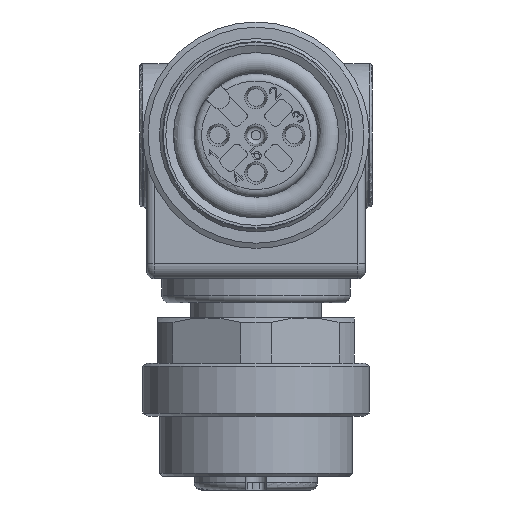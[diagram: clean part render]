
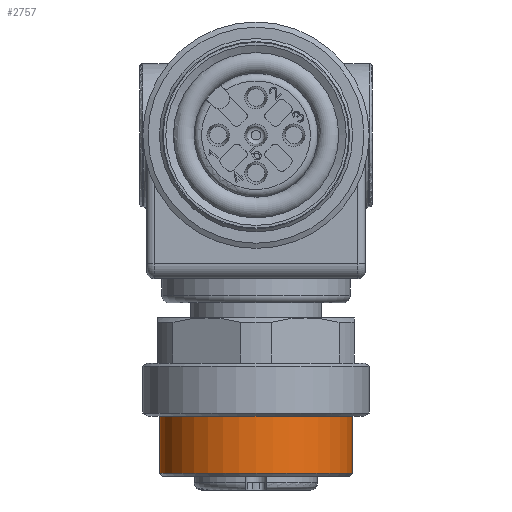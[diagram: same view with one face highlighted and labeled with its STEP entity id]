
A CAD part, front view. The second image highlights one B-rep face of the part: STEP entity #2757.
In plain terms, the highlighted cylindrical face has radius 6.4 mm (diameter 12.8 mm), a full revolution.
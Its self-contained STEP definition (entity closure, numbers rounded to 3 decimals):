
#2757=ADVANCED_FACE('',(#3420,#3421),#3248,.T.);
#3248=CYLINDRICAL_SURFACE('',#9790,6.4);
#3420=FACE_BOUND('',#3746,.T.);
#3421=FACE_BOUND('',#3747,.T.);
#3746=EDGE_LOOP('',(#4809));
#3747=EDGE_LOOP('',(#4810));
#4809=ORIENTED_EDGE('',*,*,#8068,.T.);
#4810=ORIENTED_EDGE('',*,*,#8069,.T.);
#7091=VERTEX_POINT('',#13810);
#7092=VERTEX_POINT('',#13812);
#8068=EDGE_CURVE('',#7091,#7091,#9258,.T.);
#8069=EDGE_CURVE('',#7092,#7092,#9259,.T.);
#9258=CIRCLE('',#9788,6.4);
#9259=CIRCLE('',#9789,6.4);
#9788=AXIS2_PLACEMENT_3D('',#13809,#11000,#11001);
#9789=AXIS2_PLACEMENT_3D('',#13811,#11002,#11003);
#9790=AXIS2_PLACEMENT_3D('',#13813,#11004,#11005);
#11000=DIRECTION('',(0.,0.,1.));
#11001=DIRECTION('',(0.866,0.5,0.));
#11002=DIRECTION('',(0.,0.,-1.));
#11003=DIRECTION('',(-0.5,0.866,0.));
#11004=DIRECTION('',(0.,0.,-1.));
#11005=DIRECTION('',(-0.5,0.866,0.));
#13809=CARTESIAN_POINT('',(0.,-6.971,-22.4));
#13810=CARTESIAN_POINT('',(5.543,-3.771,-22.4));
#13811=CARTESIAN_POINT('',(0.,-6.971,-18.6));
#13812=CARTESIAN_POINT('',(-3.2,-1.428,-18.6));
#13813=CARTESIAN_POINT('',(0.,-6.971,-22.6));
